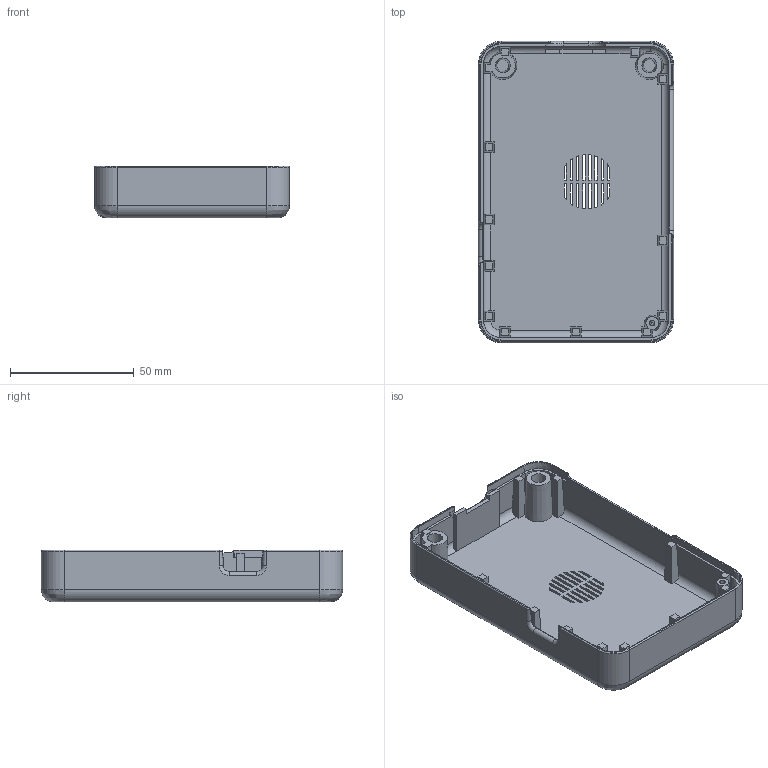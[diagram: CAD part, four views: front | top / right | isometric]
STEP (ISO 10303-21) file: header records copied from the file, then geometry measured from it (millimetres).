
FILE_DESCRIPTION(/* description */ (''),/* implementation_level */ '2;1');
FILE_NAME(/* name */ 'Back - Supercon 2023 Badge Enclosure - Basic v4.step',/* time_stamp */ '2023-10-24T02:39:28-07:00',/* author */ (''),/* organization */ (''),/* preprocessor_version */ 'ST-DEVELOPER v20',/* originating_system */ 'Autodesk Translation Framework v12.14.0.127',/* authorisation */ '');
FILE_SCHEMA (('AUTOMOTIVE_DESIGN { 1 0 10303 214 3 1 1 }'));
Length unit declared in the file: millimetre
Products named in the file (1): Supercon 2023 Badge Enclosure - Basic
Bounding box: 79 x 122 x 21 mm (x, y, z)
Volume: 36405.9 mm3; surface area: 38116.5 mm2
Topology: 1 solids, 1 shells, 256 faces, 708 edges, 458 vertices
Faces by surface type: plane 167, cylinder 50, torus 16, cone 15, bspline 8
Entity records: 8524 total; most frequent: CARTESIAN_POINT 1861, ORIENTED_EDGE 1416, DIRECTION 1338, EDGE_CURVE 708, LINE 472, VECTOR 472, VERTEX_POINT 458, AXIS2_PLACEMENT_3D 433
